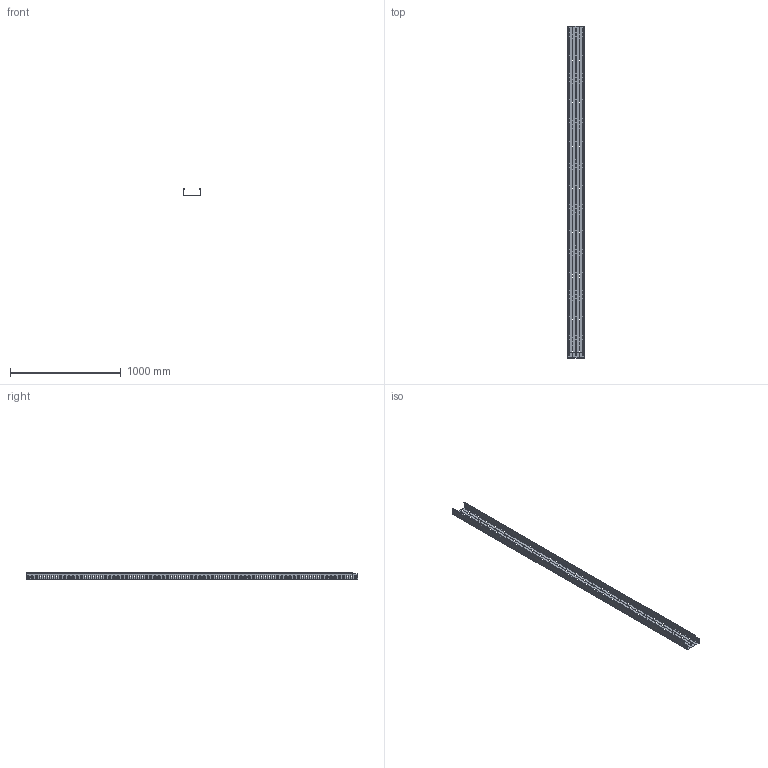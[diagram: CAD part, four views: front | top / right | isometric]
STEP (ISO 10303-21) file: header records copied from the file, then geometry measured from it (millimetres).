
FILE_DESCRIPTION(/* description */ (''),/* implementation_level */ '2;1');
FILE_NAME(/* name */ 'KCJ KCOJ150H60 3.stp',/* time_stamp */ '2020-03-24T10:36:10+01:00',/* author */ ('stanislaw.luczak'),/* organization */ (''),/* preprocessor_version */ 'ST-DEVELOPER v18',/* originating_system */ 'Autodesk Inventor 2020',/* authorisation */ '');
FILE_SCHEMA (('AUTOMOTIVE_DESIGN { 1 0 10303 214 3 1 1 }'));
Products named in the file (1): 150H60N_KGJ_3M
Bounding box: 152 x 3000 x 60.97 mm (x, y, z)
Volume: 741491.2 mm3; surface area: 1529093.4 mm2
Topology: 1 solids, 1 shells, 3068 faces, 9201 edges, 6117 vertices
Faces by surface type: cylinder 1536, plane 1524, bspline 4, torus 4
Entity records: 107444 total; most frequent: CARTESIAN_POINT 18801, ORIENTED_EDGE 18402, DIRECTION 18325, EDGE_CURVE 9201, VERTEX_POINT 6117, AXIS2_PLACEMENT_3D 6109, LINE 6107, VECTOR 6107
